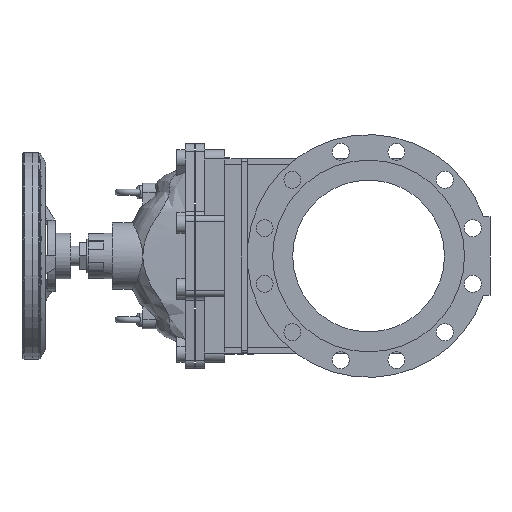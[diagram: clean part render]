
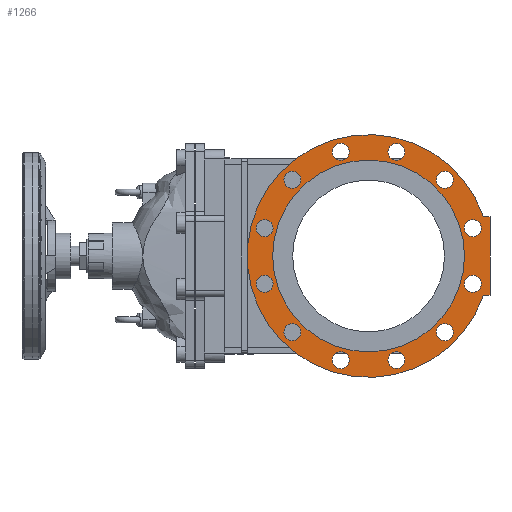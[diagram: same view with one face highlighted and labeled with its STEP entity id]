
A CAD part, left-side view. The second image highlights one B-rep face of the part: STEP entity #1266.
In plain terms, the highlighted planar face has unit normal (-1, 0, 0).
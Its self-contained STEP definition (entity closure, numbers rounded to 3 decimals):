
#1266=ADVANCED_FACE('',(#31457,#31459,#31461,#31463,#31465,#31467,#31469,#31471,
#31473,#31475,#31477,#31479,#31481,#31483),#31485,.F.);
#31457=FACE_BOUND('',#31458,.T.);
#31458=EDGE_LOOP('',(#60947,#60948,#60949,#60950));
#31459=FACE_BOUND('',#31460,.T.);
#31460=EDGE_LOOP('',(#60951));
#31461=FACE_BOUND('',#31462,.T.);
#31462=EDGE_LOOP('',(#60952));
#31463=FACE_BOUND('',#31464,.T.);
#31464=EDGE_LOOP('',(#60953));
#31465=FACE_BOUND('',#31466,.T.);
#31466=EDGE_LOOP('',(#60954));
#31467=FACE_BOUND('',#31468,.T.);
#31468=EDGE_LOOP('',(#60955));
#31469=FACE_BOUND('',#31470,.T.);
#31470=EDGE_LOOP('',(#60956));
#31471=FACE_BOUND('',#31472,.T.);
#31472=EDGE_LOOP('',(#60957));
#31473=FACE_BOUND('',#31474,.T.);
#31474=EDGE_LOOP('',(#60958));
#31475=FACE_BOUND('',#31476,.T.);
#31476=EDGE_LOOP('',(#60959));
#31477=FACE_BOUND('',#31478,.T.);
#31478=EDGE_LOOP('',(#60960));
#31479=FACE_BOUND('',#31480,.T.);
#31480=EDGE_LOOP('',(#60961));
#31481=FACE_BOUND('',#31482,.T.);
#31482=EDGE_LOOP('',(#60962));
#31483=FACE_BOUND('',#31484,.T.);
#31484=EDGE_LOOP('',(#60963));
#31485=PLANE('',#31486);
#31486=AXIS2_PLACEMENT_3D('',#31487,#31488,#31489);
#31487=CARTESIAN_POINT('',(16486.088,2698.773,-7.));
#31488=DIRECTION('',(1.,0.,0.));
#31489=DIRECTION('',(0.,0.,-1.));
#60947=ORIENTED_EDGE('',*,*,#107822,.T.);
#60948=ORIENTED_EDGE('',*,*,#107823,.T.);
#60949=ORIENTED_EDGE('',*,*,#107824,.T.);
#60950=ORIENTED_EDGE('',*,*,#107825,.T.);
#60951=ORIENTED_EDGE('',*,*,#104315,.T.);
#60952=ORIENTED_EDGE('',*,*,#104317,.T.);
#60953=ORIENTED_EDGE('',*,*,#104319,.T.);
#60954=ORIENTED_EDGE('',*,*,#104321,.T.);
#60955=ORIENTED_EDGE('',*,*,#104323,.T.);
#60956=ORIENTED_EDGE('',*,*,#104325,.T.);
#60957=ORIENTED_EDGE('',*,*,#104327,.T.);
#60958=ORIENTED_EDGE('',*,*,#104329,.T.);
#60959=ORIENTED_EDGE('',*,*,#104331,.T.);
#60960=ORIENTED_EDGE('',*,*,#104333,.T.);
#60961=ORIENTED_EDGE('',*,*,#104335,.T.);
#60962=ORIENTED_EDGE('',*,*,#104313,.T.);
#60963=ORIENTED_EDGE('',*,*,#107826,.T.);
#104313=EDGE_CURVE('',#115825,#115825,#115826,.T.);
#104315=EDGE_CURVE('',#115829,#115829,#115830,.T.);
#104317=EDGE_CURVE('',#115833,#115833,#115834,.T.);
#104319=EDGE_CURVE('',#115837,#115837,#115838,.T.);
#104321=EDGE_CURVE('',#115841,#115841,#115842,.T.);
#104323=EDGE_CURVE('',#115845,#115845,#115846,.T.);
#104325=EDGE_CURVE('',#115849,#115849,#115850,.T.);
#104327=EDGE_CURVE('',#115853,#115853,#115854,.T.);
#104329=EDGE_CURVE('',#115857,#115857,#115858,.T.);
#104331=EDGE_CURVE('',#115861,#115861,#115862,.T.);
#104333=EDGE_CURVE('',#115865,#115865,#115866,.T.);
#104335=EDGE_CURVE('',#115869,#115869,#115870,.T.);
#107822=EDGE_CURVE('',#122747,#122748,#122749,.T.);
#107823=EDGE_CURVE('',#122748,#122750,#122751,.T.);
#107824=EDGE_CURVE('',#122750,#122752,#122753,.T.);
#107825=EDGE_CURVE('',#122752,#122747,#122754,.T.);
#107826=EDGE_CURVE('',#122755,#122755,#122756,.T.);
#115825=VERTEX_POINT('',#133198);
#115826=CIRCLE('',#133199,14.);
#115829=VERTEX_POINT('',#133208);
#115830=CIRCLE('',#133209,14.);
#115833=VERTEX_POINT('',#133218);
#115834=CIRCLE('',#133219,14.);
#115837=VERTEX_POINT('',#133228);
#115838=CIRCLE('',#133229,14.);
#115841=VERTEX_POINT('',#133238);
#115842=CIRCLE('',#133239,14.);
#115845=VERTEX_POINT('',#133248);
#115846=CIRCLE('',#133249,14.);
#115849=VERTEX_POINT('',#133258);
#115850=CIRCLE('',#133259,14.);
#115853=VERTEX_POINT('',#133268);
#115854=CIRCLE('',#133269,14.);
#115857=VERTEX_POINT('',#133278);
#115858=CIRCLE('',#133279,14.);
#115861=VERTEX_POINT('',#133288);
#115862=CIRCLE('',#133289,14.);
#115865=VERTEX_POINT('',#133298);
#115866=CIRCLE('',#133299,14.);
#115869=VERTEX_POINT('',#133308);
#115870=CIRCLE('',#133309,14.);
#122747=VERTEX_POINT('',#147239);
#122748=VERTEX_POINT('',#147240);
#122749=LINE('',#147241,#147242);
#122750=VERTEX_POINT('',#147244);
#122751=LINE('',#147245,#147246);
#122752=VERTEX_POINT('',#147248);
#122753=CIRCLE('',#147249,200.);
#122754=LINE('',#147253,#147254);
#122755=VERTEX_POINT('',#147256);
#122756=CIRCLE('',#147257,158.);
#133198=CARTESIAN_POINT('',(16486.088,2580.066,118.511));
#133199=AXIS2_PLACEMENT_3D('',#133200,#133201,#133202);
#133200=CARTESIAN_POINT('',(16486.088,2594.066,118.511));
#133201=DIRECTION('',(1.,0.,0.));
#133202=DIRECTION('',(0.,-1.,0.));
#133208=CARTESIAN_POINT('',(16486.088,2534.126,-52.94));
#133209=AXIS2_PLACEMENT_3D('',#133210,#133211,#133212);
#133210=CARTESIAN_POINT('',(16486.088,2548.126,-52.94));
#133211=DIRECTION('',(1.,0.,0.));
#133212=DIRECTION('',(0.,-1.,0.));
#133218=CARTESIAN_POINT('',(16486.088,2659.637,-178.452));
#133219=AXIS2_PLACEMENT_3D('',#133220,#133221,#133222);
#133220=CARTESIAN_POINT('',(16486.088,2673.637,-178.452));
#133221=DIRECTION('',(1.,0.,0.));
#133222=DIRECTION('',(0.,-1.,0.));
#133228=CARTESIAN_POINT('',(16486.088,2831.089,-132.511));
#133229=AXIS2_PLACEMENT_3D('',#133230,#133231,#133232);
#133230=CARTESIAN_POINT('',(16486.088,2845.089,-132.511));
#133231=DIRECTION('',(1.,0.,0.));
#133232=DIRECTION('',(0.,-1.,0.));
#133238=CARTESIAN_POINT('',(16486.088,2877.029,38.94));
#133239=AXIS2_PLACEMENT_3D('',#133240,#133241,#133242);
#133240=CARTESIAN_POINT('',(16486.088,2891.029,38.94));
#133241=DIRECTION('',(1.,0.,0.));
#133242=DIRECTION('',(0.,-1.,0.));
#133248=CARTESIAN_POINT('',(16486.088,2751.518,164.452));
#133249=AXIS2_PLACEMENT_3D('',#133250,#133251,#133252);
#133250=CARTESIAN_POINT('',(16486.088,2765.518,164.452));
#133251=DIRECTION('',(1.,0.,0.));
#133252=DIRECTION('',(0.,-1.,0.));
#133258=CARTESIAN_POINT('',(16486.088,2831.089,118.511));
#133259=AXIS2_PLACEMENT_3D('',#133260,#133261,#133262);
#133260=CARTESIAN_POINT('',(16486.088,2845.089,118.511));
#133261=DIRECTION('',(1.,0.,0.));
#133262=DIRECTION('',(0.,-1.,0.));
#133268=CARTESIAN_POINT('',(16486.088,2877.029,-52.94));
#133269=AXIS2_PLACEMENT_3D('',#133270,#133271,#133272);
#133270=CARTESIAN_POINT('',(16486.088,2891.029,-52.94));
#133271=DIRECTION('',(1.,0.,0.));
#133272=DIRECTION('',(0.,-1.,0.));
#133278=CARTESIAN_POINT('',(16486.088,2751.518,-178.452));
#133279=AXIS2_PLACEMENT_3D('',#133280,#133281,#133282);
#133280=CARTESIAN_POINT('',(16486.088,2765.518,-178.452));
#133281=DIRECTION('',(1.,0.,0.));
#133282=DIRECTION('',(0.,-1.,0.));
#133288=CARTESIAN_POINT('',(16486.088,2580.066,-132.511));
#133289=AXIS2_PLACEMENT_3D('',#133290,#133291,#133292);
#133290=CARTESIAN_POINT('',(16486.088,2594.066,-132.511));
#133291=DIRECTION('',(1.,0.,0.));
#133292=DIRECTION('',(0.,-1.,0.));
#133298=CARTESIAN_POINT('',(16486.088,2534.126,38.94));
#133299=AXIS2_PLACEMENT_3D('',#133300,#133301,#133302);
#133300=CARTESIAN_POINT('',(16486.088,2548.126,38.94));
#133301=DIRECTION('',(1.,0.,0.));
#133302=DIRECTION('',(0.,-1.,0.));
#133308=CARTESIAN_POINT('',(16486.088,2659.637,164.452));
#133309=AXIS2_PLACEMENT_3D('',#133310,#133311,#133312);
#133310=CARTESIAN_POINT('',(16486.088,2673.637,164.452));
#133311=DIRECTION('',(1.,0.,0.));
#133312=DIRECTION('',(0.,-1.,0.));
#147239=CARTESIAN_POINT('',(16486.088,2519.578,-72.));
#147240=CARTESIAN_POINT('',(16486.088,2519.578,58.));
#147241=CARTESIAN_POINT('',(16486.088,2519.578,-72.));
#147242=VECTOR('',#147243,1.);
#147243=DIRECTION('',(0.,0.,1.));
#147244=CARTESIAN_POINT('',(16486.088,2530.435,58.));
#147245=CARTESIAN_POINT('',(16486.088,2519.578,58.));
#147246=VECTOR('',#147247,1.);
#147247=DIRECTION('',(0.,1.,0.));
#147248=CARTESIAN_POINT('',(16486.088,2530.435,-72.));
#147249=AXIS2_PLACEMENT_3D('',#147250,#147251,#147252);
#147250=CARTESIAN_POINT('',(16486.088,2719.578,-7.));
#147251=DIRECTION('',(-1.,0.,0.));
#147252=DIRECTION('',(0.,-0.946,0.325));
#147253=CARTESIAN_POINT('',(16486.088,2530.435,-72.));
#147254=VECTOR('',#147255,1.);
#147255=DIRECTION('',(0.,-1.,0.));
#147256=CARTESIAN_POINT('',(16486.088,2719.578,151.));
#147257=AXIS2_PLACEMENT_3D('',#147258,#147259,#147260);
#147258=CARTESIAN_POINT('',(16486.088,2719.578,-7.));
#147259=DIRECTION('',(1.,0.,0.));
#147260=DIRECTION('',(0.,0.,-1.));
